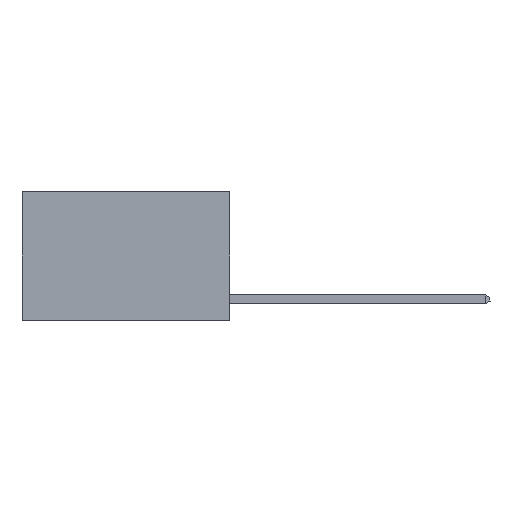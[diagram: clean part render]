
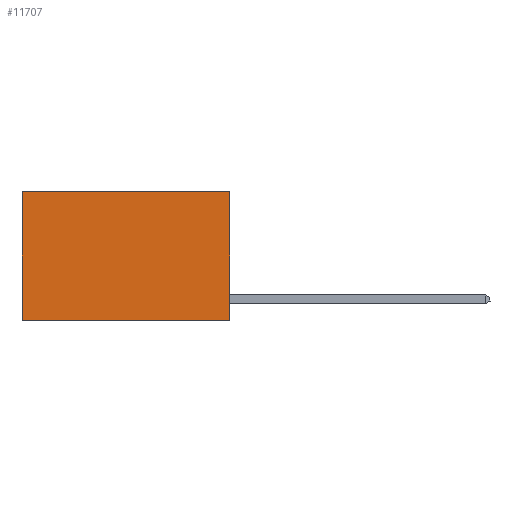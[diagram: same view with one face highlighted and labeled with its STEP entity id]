
A CAD part, left-side view. The second image highlights one B-rep face of the part: STEP entity #11707.
In plain terms, the highlighted planar face has unit normal (-1, 0, 0).
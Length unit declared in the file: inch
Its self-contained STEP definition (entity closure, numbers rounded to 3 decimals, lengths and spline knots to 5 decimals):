
#353 = LINE ( 'NONE', #7557, #12199 ) ;
#645 = LINE ( 'NONE', #14296, #4143 ) ;
#1295 = CARTESIAN_POINT ( 'NONE',  ( 0.2625, 0., 0. ) ) ;
#1796 = EDGE_LOOP ( 'NONE', ( #4640, #12397, #4510, #11891 ) ) ;
#1973 = EDGE_CURVE ( 'NONE', #12448, #10714, #14131, .T. ) ;
#2134 = CARTESIAN_POINT ( 'NONE',  ( 0.2625, 0., 0. ) ) ;
#3109 = DIRECTION ( 'NONE',  ( 0., 0., -1. ) ) ;
#4087 = FACE_OUTER_BOUND ( 'NONE', #1796, .T. ) ;
#4143 = VECTOR ( 'NONE', #11377, 39.37008 ) ;
#4510 = ORIENTED_EDGE ( 'NONE', *, *, #6269, .F. ) ;
#4640 = ORIENTED_EDGE ( 'NONE', *, *, #17248, .T. ) ;
#6269 = EDGE_CURVE ( 'NONE', #17538, #12448, #10924, .T. ) ;
#6528 = VECTOR ( 'NONE', #18256, 39.37008 ) ;
#6812 = CARTESIAN_POINT ( 'NONE',  ( 0.2625, 0., 0. ) ) ;
#7557 = CARTESIAN_POINT ( 'NONE',  ( 0.2625, 0.6, 0. ) ) ;
#7704 = CARTESIAN_POINT ( 'NONE',  ( 0.2625, 0., -0.37 ) ) ;
#8244 = EDGE_CURVE ( 'NONE', #17538, #15534, #645, .T. ) ;
#8302 = DIRECTION ( 'NONE',  ( 1., 0., 0. ) ) ;
#9933 = DIRECTION ( 'NONE',  ( 0., 1., 0. ) ) ;
#10263 = VECTOR ( 'NONE', #9933, 39.37008 ) ;
#10714 = VERTEX_POINT ( 'NONE', #13532 ) ;
#10924 = LINE ( 'NONE', #2134, #6528 ) ;
#11229 = AXIS2_PLACEMENT_3D ( 'NONE', #6812, #8302, #18461 ) ;
#11377 = DIRECTION ( 'NONE',  ( 0., 1., 0. ) ) ;
#11707 = ADVANCED_FACE ( 'NONE', ( #4087 ), #15583, .F. ) ;
#11891 = ORIENTED_EDGE ( 'NONE', *, *, #8244, .T. ) ;
#12199 = VECTOR ( 'NONE', #3109, 39.37008 ) ;
#12397 = ORIENTED_EDGE ( 'NONE', *, *, #1973, .F. ) ;
#12448 = VERTEX_POINT ( 'NONE', #18500 ) ;
#13532 = CARTESIAN_POINT ( 'NONE',  ( 0.2625, 0.6, -0.37 ) ) ;
#14131 = LINE ( 'NONE', #7704, #10263 ) ;
#14296 = CARTESIAN_POINT ( 'NONE',  ( 0.2625, 0., 0. ) ) ;
#15534 = VERTEX_POINT ( 'NONE', #16633 ) ;
#15583 = PLANE ( 'NONE',  #11229 ) ;
#16633 = CARTESIAN_POINT ( 'NONE',  ( 0.2625, 0.6, 0. ) ) ;
#17248 = EDGE_CURVE ( 'NONE', #15534, #10714, #353, .T. ) ;
#17538 = VERTEX_POINT ( 'NONE', #1295 ) ;
#18256 = DIRECTION ( 'NONE',  ( 0., 0., -1. ) ) ;
#18461 = DIRECTION ( 'NONE',  ( 0., 0., -1. ) ) ;
#18500 = CARTESIAN_POINT ( 'NONE',  ( 0.2625, 0., -0.37 ) ) ;
